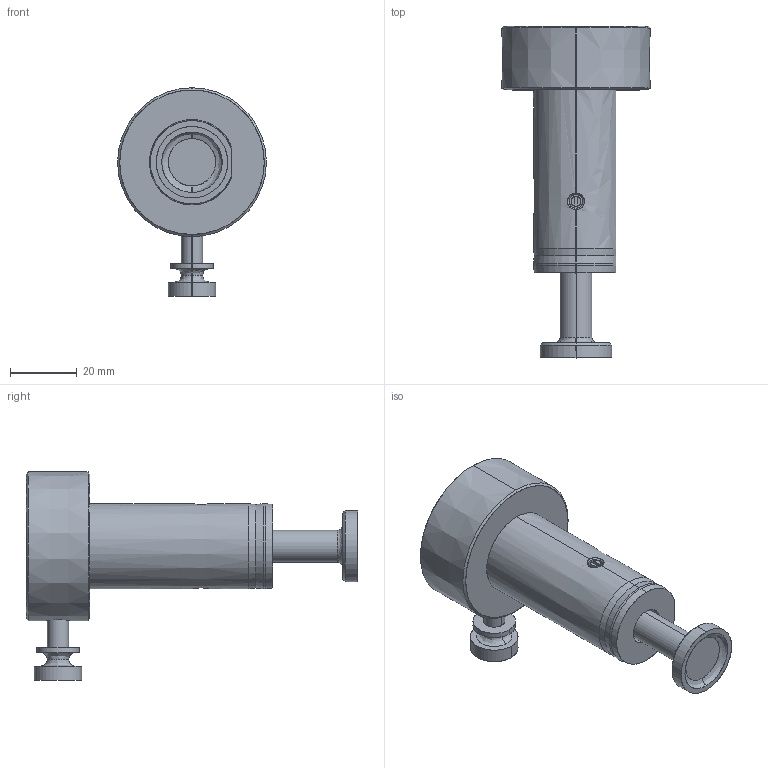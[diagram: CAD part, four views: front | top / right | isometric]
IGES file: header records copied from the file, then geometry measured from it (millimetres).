
Start section: SolidWorks IGES file using analytic representation for surfaces
Global section: file name: TP111-31-80.IGS; native system: SolidWorks 2007; preprocessor: SolidWorks 2007; author: tmiller; date: 080913.112939; units: inch
Bounding box: 44.45 x 99.05 x 62.22 mm (x, y, z)
Surface area: 16948.3 mm2 (no closed solid volume)
Topology: 0 solids, 0 shells, 114 faces, 1299 edges, 1296 vertices
Faces by surface type: revolution 73, bspline 41
